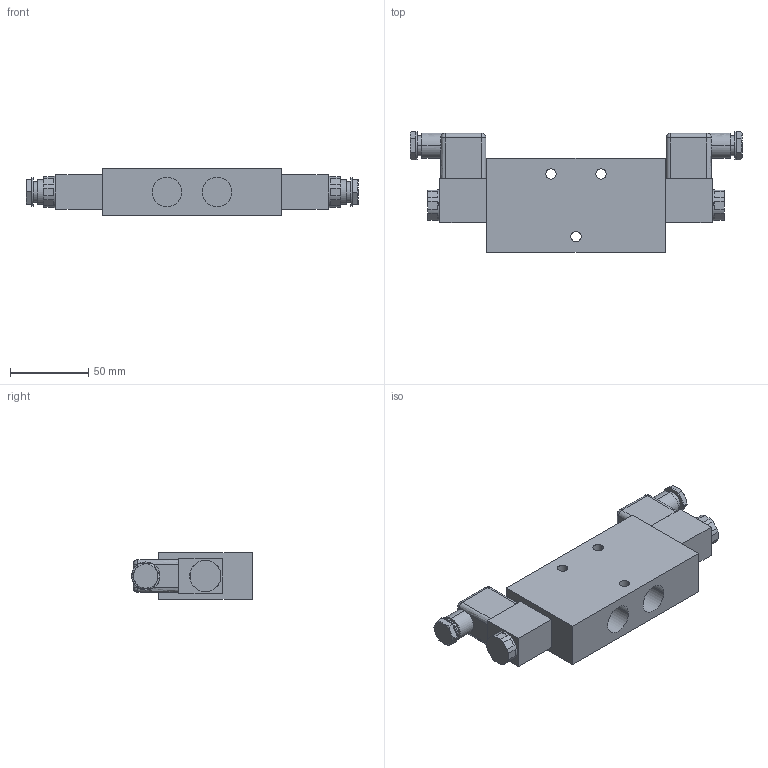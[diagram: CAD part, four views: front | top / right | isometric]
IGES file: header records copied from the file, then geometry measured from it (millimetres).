
Start section:  PTC IGES file: MH 320 121.igs
Global section: file name: 75HMH 320 121.igs; native system: b.tamas by Parametric Technology Corporation; preprocessor: 2001360; author: Unknown; organization: PTC; date: 070205.123954; units: millimetre
Bounding box: 212 x 77 x 30 mm (x, y, z)
Surface area: 44379.9 mm2 (no closed solid volume)
Topology: 0 solids, 0 shells, 201 faces, 944 edges, 936 vertices
Faces by surface type: bspline 121, revolution 80
